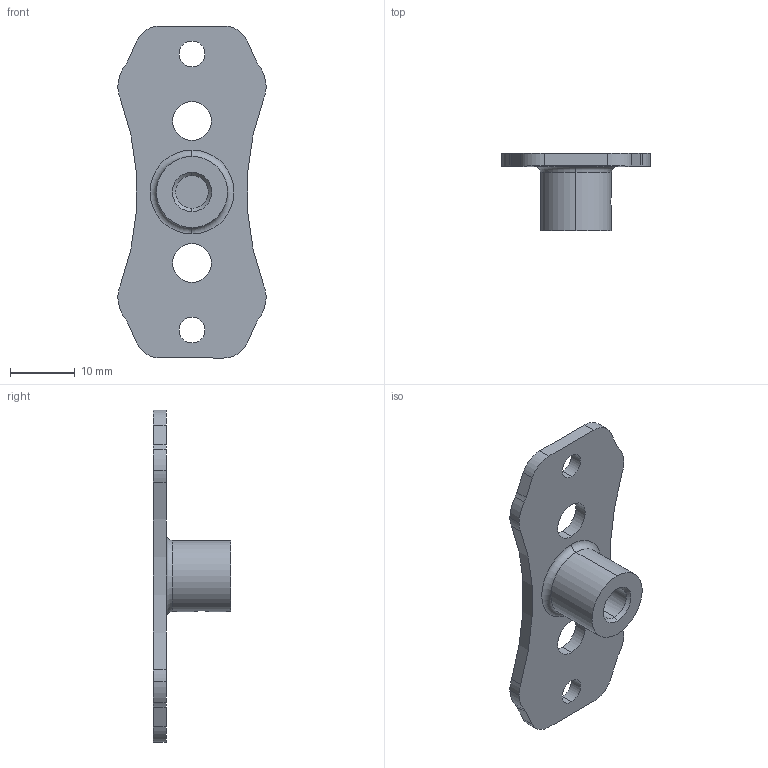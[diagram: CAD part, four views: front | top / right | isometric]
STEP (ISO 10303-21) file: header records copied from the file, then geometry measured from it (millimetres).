
FILE_DESCRIPTION (( 'STEP AP214' ), '1' );
FILE_NAME ('wMotion_BL_IMU_bracket.STEP', '2024-09-06T05:47:01', ( '' ), ( '' ), 'SwSTEP 2.0', 'SolidWorks 2023', '' );
FILE_SCHEMA (( 'AUTOMOTIVE_DESIGN' ));
Length unit declared in the file: millimetre
Products named in the file (1): wMotion_BL_IMU_bracket
Bounding box: 22.99 x 12 x 51.4 mm (x, y, z)
Volume: 2535 mm3; surface area: 2713.5 mm2
Topology: 1 solids, 1 shells, 48 faces, 134 edges, 88 vertices
Faces by surface type: cylinder 34, plane 10, cone 2, torus 2
Entity records: 1735 total; most frequent: CARTESIAN_POINT 411, DIRECTION 286, ORIENTED_EDGE 268, EDGE_CURVE 134, AXIS2_PLACEMENT_3D 115, VERTEX_POINT 88, CIRCLE 66, EDGE_LOOP 60
